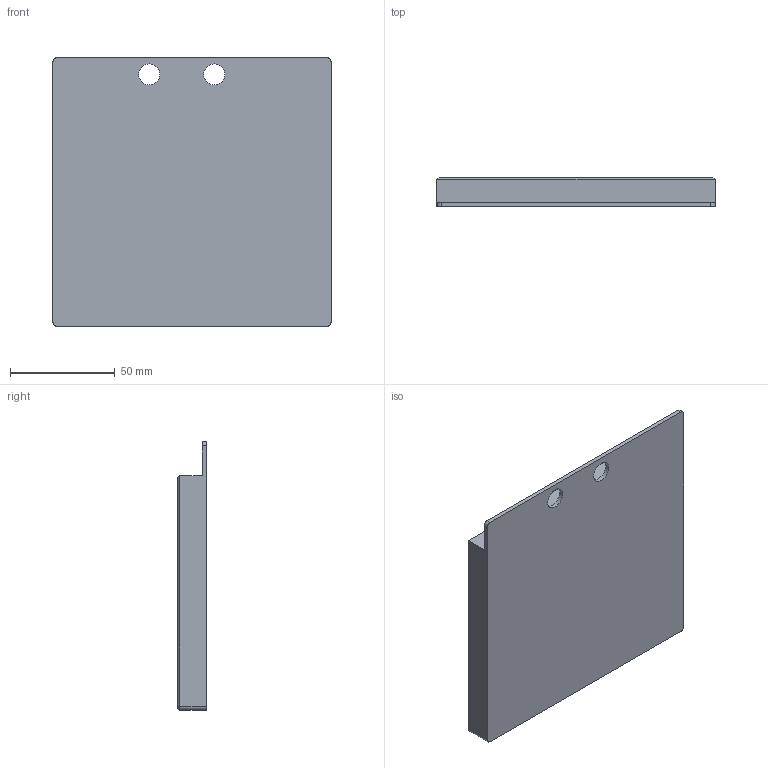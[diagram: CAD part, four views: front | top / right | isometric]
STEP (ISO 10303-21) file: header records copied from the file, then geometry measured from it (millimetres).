
FILE_DESCRIPTION(/* description */ (''),/* implementation_level */ '2;1');
FILE_NAME(/* name */ '910ea3b3-47fe-4b96-a681-32b24c464e70.stp',/* time_stamp */ '2017-08-19T15:59:27+00:00',/* author */ (''),/* organization */ (''),/* preprocessor_version */ 'ST-DEVELOPER v16.13',/* originating_system */ 'Autodesk Translation Framework v6.1.1.50',/* authorisation */ '');
FILE_SCHEMA (('AUTOMOTIVE_DESIGN { 1 0 10303 214 3 1 1 }'));
Length unit declared in the file: millimetre
Products named in the file (3): Closed Expo Markers Box v50; ze marker box; Component7
Assembly tree (2 placements, depth 2):
  Closed Expo Markers Box v50
    ze marker box
    Component7
Bounding box: 132.47 x 13.8 x 127.97 mm (x, y, z)
Volume: 42476.5 mm3; surface area: 69751.1 mm2
Topology: 1 solids, 1 shells, 74 faces, 254 edges, 167 vertices
Faces by surface type: plane 65, cylinder 7, cone 2
Full cylindrical faces by diameter (mm): 10 x2
Entity records: 2793 total; most frequent: ORIENTED_EDGE 504, CARTESIAN_POINT 498, DIRECTION 429, EDGE_CURVE 252, LINE 233, VECTOR 233, VERTEX_POINT 167, AXIS2_PLACEMENT_3D 98
